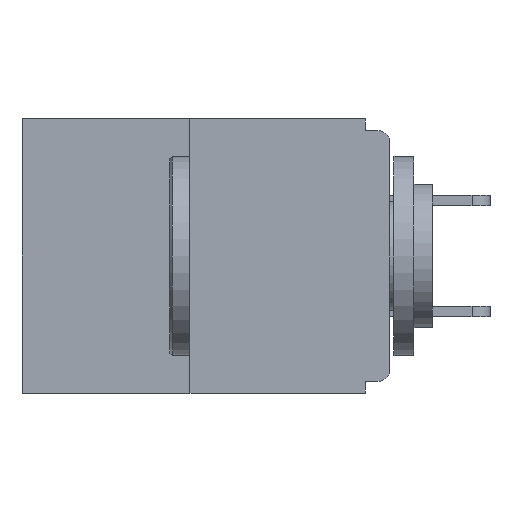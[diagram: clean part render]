
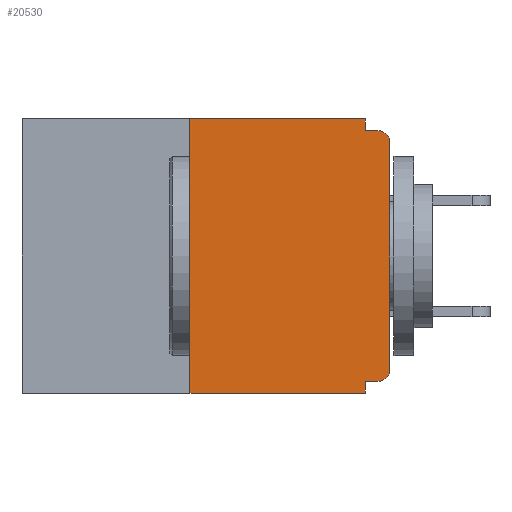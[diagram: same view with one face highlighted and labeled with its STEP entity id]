
A CAD part, left-side view. The second image highlights one B-rep face of the part: STEP entity #20530.
In plain terms, the highlighted planar face has unit normal (-1, 0, 0).
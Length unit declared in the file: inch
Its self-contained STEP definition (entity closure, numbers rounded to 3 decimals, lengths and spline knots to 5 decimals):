
#95 = VERTEX_POINT ( 'NONE', #13191 ) ;
#357 = CARTESIAN_POINT ( 'NONE',  ( 0., 0.031, -0.343 ) ) ;
#770 = CARTESIAN_POINT ( 'NONE',  ( 0., 0., -0.328 ) ) ;
#874 = EDGE_CURVE ( 'NONE', #21183, #18904, #24079, .T. ) ;
#1359 = ORIENTED_EDGE ( 'NONE', *, *, #28047, .F. ) ;
#1512 = VECTOR ( 'NONE', #10930, 39.37008 ) ;
#1875 = VECTOR ( 'NONE', #6806, 39.37008 ) ;
#2059 = VERTEX_POINT ( 'NONE', #10416 ) ;
#2213 = CARTESIAN_POINT ( 'NONE',  ( 0., 0.031, -0.328 ) ) ;
#2310 = LINE ( 'NONE', #8012, #24091 ) ;
#2403 = VECTOR ( 'NONE', #15319, 39.37008 ) ;
#3571 = CARTESIAN_POINT ( 'NONE',  ( 0., 0., -0.015 ) ) ;
#4167 = DIRECTION ( 'NONE',  ( 0., 0., -1. ) ) ;
#4170 = EDGE_LOOP ( 'NONE', ( #1359, #13518, #22891, #27698, #23216, #7890, #15660, #17751, #24212, #20128 ) ) ;
#4268 = DIRECTION ( 'NONE',  ( -1., 0., 0. ) ) ;
#4774 = LINE ( 'NONE', #19620, #2403 ) ;
#4823 = CARTESIAN_POINT ( 'NONE',  ( 0., 0., -0.313 ) ) ;
#5193 = CARTESIAN_POINT ( 'NONE',  ( 0., 0., 0. ) ) ;
#5735 = PLANE ( 'NONE',  #7346 ) ;
#6234 = LINE ( 'NONE', #12659, #1512 ) ;
#6389 = VECTOR ( 'NONE', #18417, 39.37008 ) ;
#6806 = DIRECTION ( 'NONE',  ( 0., -1., 0. ) ) ;
#7346 = AXIS2_PLACEMENT_3D ( 'NONE', #14467, #12156, #16650 ) ;
#7628 = CARTESIAN_POINT ( 'NONE',  ( 0., 0.46, 0. ) ) ;
#7890 = ORIENTED_EDGE ( 'NONE', *, *, #874, .T. ) ;
#7912 = CARTESIAN_POINT ( 'NONE',  ( 0., 0.015, -0.328 ) ) ;
#7988 = CARTESIAN_POINT ( 'NONE',  ( 0., 0.015, -0.015 ) ) ;
#8012 = CARTESIAN_POINT ( 'NONE',  ( 0., 0.031, -0.343 ) ) ;
#8614 = VECTOR ( 'NONE', #22868, 39.37008 ) ;
#9060 = AXIS2_PLACEMENT_3D ( 'NONE', #24193, #23813, #15961 ) ;
#9345 = CARTESIAN_POINT ( 'NONE',  ( 0., 0.46, -0.343 ) ) ;
#9543 = VERTEX_POINT ( 'NONE', #25481 ) ;
#10416 = CARTESIAN_POINT ( 'NONE',  ( 0., 0.031, -0.015 ) ) ;
#10930 = DIRECTION ( 'NONE',  ( 0., 0., 1. ) ) ;
#11914 = EDGE_CURVE ( 'NONE', #9543, #2059, #4774, .T. ) ;
#12156 = DIRECTION ( 'NONE',  ( 1., 0., 0. ) ) ;
#12428 = CARTESIAN_POINT ( 'NONE',  ( 0., 0., -0.03 ) ) ;
#12429 = EDGE_CURVE ( 'NONE', #2059, #20546, #22441, .T. ) ;
#12659 = CARTESIAN_POINT ( 'NONE',  ( 0., 0.25, 0. ) ) ;
#13037 = LINE ( 'NONE', #5193, #24623 ) ;
#13152 = CARTESIAN_POINT ( 'NONE',  ( 0., 0.25, 0. ) ) ;
#13191 = CARTESIAN_POINT ( 'NONE',  ( 0., 0.25, -0.343 ) ) ;
#13518 = ORIENTED_EDGE ( 'NONE', *, *, #17792, .F. ) ;
#13822 = VERTEX_POINT ( 'NONE', #12428 ) ;
#14419 = LINE ( 'NONE', #9345, #1875 ) ;
#14467 = CARTESIAN_POINT ( 'NONE',  ( 0., 0.46, 0. ) ) ;
#15319 = DIRECTION ( 'NONE',  ( 0., 0., -1. ) ) ;
#15405 = EDGE_CURVE ( 'NONE', #95, #26670, #14419, .T. ) ;
#15660 = ORIENTED_EDGE ( 'NONE', *, *, #17548, .T. ) ;
#15961 = DIRECTION ( 'NONE',  ( 0., 0., -1. ) ) ;
#16646 = VECTOR ( 'NONE', #18763, 39.37008 ) ;
#16650 = DIRECTION ( 'NONE',  ( 0., 0., -1. ) ) ;
#16859 = DIRECTION ( 'NONE',  ( 0., 0., -1. ) ) ;
#16964 = AXIS2_PLACEMENT_3D ( 'NONE', #27938, #4268, #4167 ) ;
#17548 = EDGE_CURVE ( 'NONE', #18904, #13822, #13037, .T. ) ;
#17751 = ORIENTED_EDGE ( 'NONE', *, *, #18709, .T. ) ;
#17792 = EDGE_CURVE ( 'NONE', #95, #22255, #6234, .T. ) ;
#18417 = DIRECTION ( 'NONE',  ( 0., 1., 0. ) ) ;
#18709 = EDGE_CURVE ( 'NONE', #13822, #20546, #27949, .T. ) ;
#18763 = DIRECTION ( 'NONE',  ( 0., -1., 0. ) ) ;
#18904 = VERTEX_POINT ( 'NONE', #4823 ) ;
#19620 = CARTESIAN_POINT ( 'NONE',  ( 0., 0.031, 0. ) ) ;
#20128 = ORIENTED_EDGE ( 'NONE', *, *, #11914, .F. ) ;
#20530 = ADVANCED_FACE ( 'NONE', ( #22084 ), #5735, .F. ) ;
#20546 = VERTEX_POINT ( 'NONE', #7988 ) ;
#20761 = VERTEX_POINT ( 'NONE', #2213 ) ;
#21183 = VERTEX_POINT ( 'NONE', #7912 ) ;
#21354 = EDGE_CURVE ( 'NONE', #20761, #26670, #2310, .T. ) ;
#22084 = FACE_OUTER_BOUND ( 'NONE', #4170, .T. ) ;
#22255 = VERTEX_POINT ( 'NONE', #13152 ) ;
#22441 = LINE ( 'NONE', #3571, #16646 ) ;
#22868 = DIRECTION ( 'NONE',  ( 0., -1., 0. ) ) ;
#22891 = ORIENTED_EDGE ( 'NONE', *, *, #15405, .T. ) ;
#23216 = ORIENTED_EDGE ( 'NONE', *, *, #25130, .F. ) ;
#23813 = DIRECTION ( 'NONE',  ( -1., 0., 0. ) ) ;
#24079 = CIRCLE ( 'NONE', #9060, 0.015 ) ;
#24091 = VECTOR ( 'NONE', #16859, 39.37008 ) ;
#24193 = CARTESIAN_POINT ( 'NONE',  ( 0., 0.015, -0.313 ) ) ;
#24212 = ORIENTED_EDGE ( 'NONE', *, *, #12429, .F. ) ;
#24275 = LINE ( 'NONE', #7628, #8614 ) ;
#24623 = VECTOR ( 'NONE', #24850, 39.37008 ) ;
#24850 = DIRECTION ( 'NONE',  ( 0., 0., 1. ) ) ;
#25130 = EDGE_CURVE ( 'NONE', #21183, #20761, #25431, .T. ) ;
#25431 = LINE ( 'NONE', #770, #6389 ) ;
#25481 = CARTESIAN_POINT ( 'NONE',  ( 0., 0.031, 0. ) ) ;
#26670 = VERTEX_POINT ( 'NONE', #357 ) ;
#27698 = ORIENTED_EDGE ( 'NONE', *, *, #21354, .F. ) ;
#27938 = CARTESIAN_POINT ( 'NONE',  ( 0., 0.015, -0.03 ) ) ;
#27949 = CIRCLE ( 'NONE', #16964, 0.015 ) ;
#28047 = EDGE_CURVE ( 'NONE', #22255, #9543, #24275, .T. ) ;
